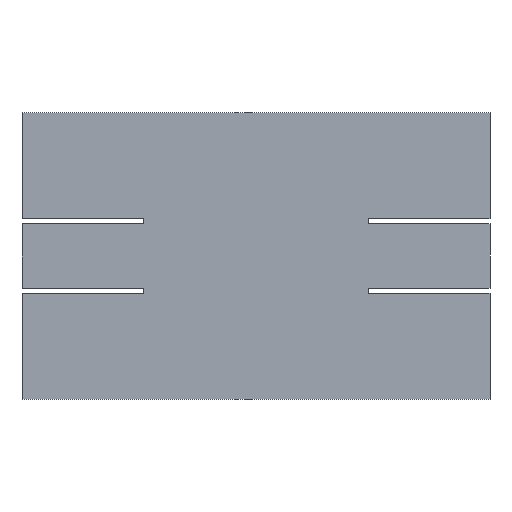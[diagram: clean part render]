
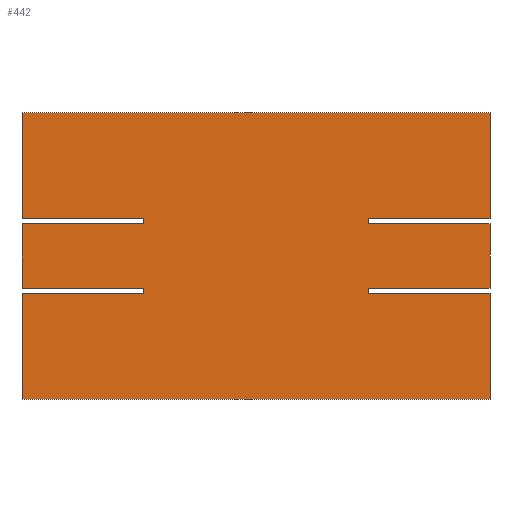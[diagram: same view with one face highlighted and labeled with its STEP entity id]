
A CAD part, left-side view. The second image highlights one B-rep face of the part: STEP entity #442.
In plain terms, the highlighted planar face has unit normal (-1, 0, 0).
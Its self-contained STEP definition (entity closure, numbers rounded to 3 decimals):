
#36=FACE_OUTER_BOUND('',#58,.T.);
#58=EDGE_LOOP('',(#379,#380,#381,#382,#383,#384,#385,#386,#387,#388,#389,
#390,#391,#392,#393,#394,#395,#396,#397,#398));
#59=LINE('',#598,#119);
#63=LINE('',#606,#123);
#66=LINE('',#612,#126);
#69=LINE('',#618,#129);
#72=LINE('',#624,#132);
#75=LINE('',#630,#135);
#78=LINE('',#636,#138);
#81=LINE('',#642,#141);
#84=LINE('',#648,#144);
#87=LINE('',#654,#147);
#90=LINE('',#660,#150);
#93=LINE('',#666,#153);
#96=LINE('',#672,#156);
#99=LINE('',#678,#159);
#102=LINE('',#684,#162);
#105=LINE('',#690,#165);
#108=LINE('',#696,#168);
#111=LINE('',#702,#171);
#114=LINE('',#708,#174);
#117=LINE('',#713,#177);
#119=VECTOR('',#492,10.);
#123=VECTOR('',#498,10.);
#126=VECTOR('',#503,10.);
#129=VECTOR('',#508,10.);
#132=VECTOR('',#513,10.);
#135=VECTOR('',#518,10.);
#138=VECTOR('',#523,10.);
#141=VECTOR('',#528,10.);
#144=VECTOR('',#533,10.);
#147=VECTOR('',#538,10.);
#150=VECTOR('',#543,10.);
#153=VECTOR('',#548,10.);
#156=VECTOR('',#553,10.);
#159=VECTOR('',#558,10.);
#162=VECTOR('',#563,10.);
#165=VECTOR('',#568,10.);
#168=VECTOR('',#573,10.);
#171=VECTOR('',#578,10.);
#174=VECTOR('',#583,10.);
#177=VECTOR('',#588,10.);
#179=VERTEX_POINT('',#596);
#180=VERTEX_POINT('',#597);
#183=VERTEX_POINT('',#605);
#185=VERTEX_POINT('',#611);
#187=VERTEX_POINT('',#617);
#189=VERTEX_POINT('',#623);
#191=VERTEX_POINT('',#629);
#193=VERTEX_POINT('',#635);
#195=VERTEX_POINT('',#641);
#197=VERTEX_POINT('',#647);
#199=VERTEX_POINT('',#653);
#201=VERTEX_POINT('',#659);
#203=VERTEX_POINT('',#665);
#205=VERTEX_POINT('',#671);
#207=VERTEX_POINT('',#677);
#209=VERTEX_POINT('',#683);
#211=VERTEX_POINT('',#689);
#213=VERTEX_POINT('',#695);
#215=VERTEX_POINT('',#701);
#217=VERTEX_POINT('',#707);
#219=EDGE_CURVE('',#179,#180,#59,.T.);
#223=EDGE_CURVE('',#183,#179,#63,.T.);
#226=EDGE_CURVE('',#185,#183,#66,.T.);
#229=EDGE_CURVE('',#187,#185,#69,.T.);
#232=EDGE_CURVE('',#189,#187,#72,.T.);
#235=EDGE_CURVE('',#191,#189,#75,.T.);
#238=EDGE_CURVE('',#193,#191,#78,.T.);
#241=EDGE_CURVE('',#195,#193,#81,.T.);
#244=EDGE_CURVE('',#197,#195,#84,.T.);
#247=EDGE_CURVE('',#199,#197,#87,.T.);
#250=EDGE_CURVE('',#201,#199,#90,.T.);
#253=EDGE_CURVE('',#203,#201,#93,.T.);
#256=EDGE_CURVE('',#205,#203,#96,.T.);
#259=EDGE_CURVE('',#207,#205,#99,.T.);
#262=EDGE_CURVE('',#209,#207,#102,.T.);
#265=EDGE_CURVE('',#211,#209,#105,.T.);
#268=EDGE_CURVE('',#213,#211,#108,.T.);
#271=EDGE_CURVE('',#215,#213,#111,.T.);
#274=EDGE_CURVE('',#217,#215,#114,.T.);
#277=EDGE_CURVE('',#180,#217,#117,.T.);
#379=ORIENTED_EDGE('',*,*,#277,.F.);
#380=ORIENTED_EDGE('',*,*,#219,.F.);
#381=ORIENTED_EDGE('',*,*,#223,.F.);
#382=ORIENTED_EDGE('',*,*,#226,.F.);
#383=ORIENTED_EDGE('',*,*,#229,.F.);
#384=ORIENTED_EDGE('',*,*,#232,.F.);
#385=ORIENTED_EDGE('',*,*,#235,.F.);
#386=ORIENTED_EDGE('',*,*,#238,.F.);
#387=ORIENTED_EDGE('',*,*,#241,.F.);
#388=ORIENTED_EDGE('',*,*,#244,.F.);
#389=ORIENTED_EDGE('',*,*,#247,.F.);
#390=ORIENTED_EDGE('',*,*,#250,.F.);
#391=ORIENTED_EDGE('',*,*,#253,.F.);
#392=ORIENTED_EDGE('',*,*,#256,.F.);
#393=ORIENTED_EDGE('',*,*,#259,.F.);
#394=ORIENTED_EDGE('',*,*,#262,.F.);
#395=ORIENTED_EDGE('',*,*,#265,.F.);
#396=ORIENTED_EDGE('',*,*,#268,.F.);
#397=ORIENTED_EDGE('',*,*,#271,.F.);
#398=ORIENTED_EDGE('',*,*,#274,.F.);
#420=PLANE('',#487);
#442=ADVANCED_FACE('',(#36),#420,.F.);
#487=AXIS2_PLACEMENT_3D('',#716,#592,#593);
#492=DIRECTION('',(0.,-1.,0.));
#498=DIRECTION('',(0.,0.,1.));
#503=DIRECTION('',(0.,1.,0.));
#508=DIRECTION('',(0.,0.,-1.));
#513=DIRECTION('',(0.,-1.,0.));
#518=DIRECTION('',(0.,0.,-1.));
#523=DIRECTION('',(0.,1.,0.));
#528=DIRECTION('',(0.,0.,-1.));
#533=DIRECTION('',(0.,-1.,0.));
#538=DIRECTION('',(0.,0.,-1.));
#543=DIRECTION('',(0.,1.,0.));
#548=DIRECTION('',(0.,0.,-1.));
#553=DIRECTION('',(0.,-1.,0.));
#558=DIRECTION('',(0.,0.,1.));
#563=DIRECTION('',(0.,1.,0.));
#568=DIRECTION('',(0.,0.,1.));
#573=DIRECTION('',(0.,-1.,0.));
#578=DIRECTION('',(0.,0.,1.));
#583=DIRECTION('',(0.,1.,0.));
#588=DIRECTION('',(0.,0.,1.));
#592=DIRECTION('center_axis',(1.,0.,0.));
#593=DIRECTION('ref_axis',(0.,0.,-1.));
#596=CARTESIAN_POINT('',(0.,44.15,-7.056));
#597=CARTESIAN_POINT('',(0.,21.15,-7.056));
#598=CARTESIAN_POINT('',(0.,44.15,-7.056));
#605=CARTESIAN_POINT('',(0.,44.15,-27.056));
#606=CARTESIAN_POINT('',(0.,44.15,-27.056));
#611=CARTESIAN_POINT('',(0.,-44.15,-27.056));
#612=CARTESIAN_POINT('',(0.,-44.15,-27.056));
#617=CARTESIAN_POINT('',(0.,-44.15,-7.056));
#618=CARTESIAN_POINT('',(0.,-44.15,27.056));
#623=CARTESIAN_POINT('',(0.,-21.15,-7.056));
#624=CARTESIAN_POINT('',(0.,-21.15,-7.056));
#629=CARTESIAN_POINT('',(0.,-21.15,-6.056));
#630=CARTESIAN_POINT('',(0.,-21.15,-6.056));
#635=CARTESIAN_POINT('',(0.,-44.15,-6.056));
#636=CARTESIAN_POINT('',(0.,-44.15,-6.056));
#641=CARTESIAN_POINT('',(0.,-44.15,6.056));
#642=CARTESIAN_POINT('',(0.,-44.15,27.056));
#647=CARTESIAN_POINT('',(0.,-21.15,6.056));
#648=CARTESIAN_POINT('',(0.,-21.15,6.056));
#653=CARTESIAN_POINT('',(0.,-21.15,7.056));
#654=CARTESIAN_POINT('',(0.,-21.15,7.056));
#659=CARTESIAN_POINT('',(0.,-44.15,7.056));
#660=CARTESIAN_POINT('',(0.,-44.15,7.056));
#665=CARTESIAN_POINT('',(0.,-44.15,27.056));
#666=CARTESIAN_POINT('',(0.,-44.15,27.056));
#671=CARTESIAN_POINT('',(0.,44.15,27.056));
#672=CARTESIAN_POINT('',(0.,44.15,27.056));
#677=CARTESIAN_POINT('',(0.,44.15,7.056));
#678=CARTESIAN_POINT('',(0.,44.15,-27.056));
#683=CARTESIAN_POINT('',(0.,21.15,7.056));
#684=CARTESIAN_POINT('',(0.,21.15,7.056));
#689=CARTESIAN_POINT('',(0.,21.15,6.056));
#690=CARTESIAN_POINT('',(0.,21.15,6.056));
#695=CARTESIAN_POINT('',(0.,44.15,6.056));
#696=CARTESIAN_POINT('',(0.,44.15,6.056));
#701=CARTESIAN_POINT('',(0.,44.15,-6.056));
#702=CARTESIAN_POINT('',(0.,44.15,-27.056));
#707=CARTESIAN_POINT('',(0.,21.15,-6.056));
#708=CARTESIAN_POINT('',(0.,21.15,-6.056));
#713=CARTESIAN_POINT('',(0.,21.15,-7.056));
#716=CARTESIAN_POINT('Origin',(0.,0.,0.));
